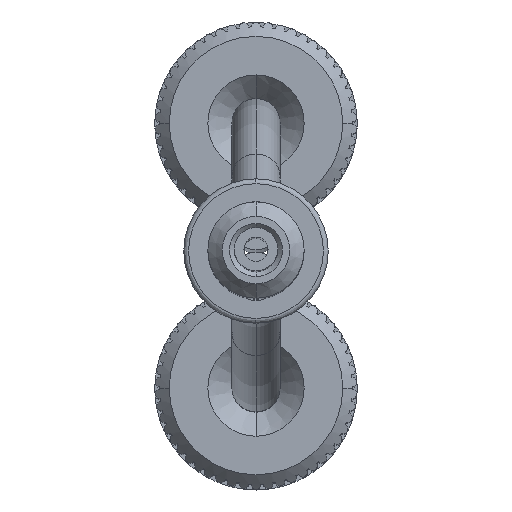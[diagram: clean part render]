
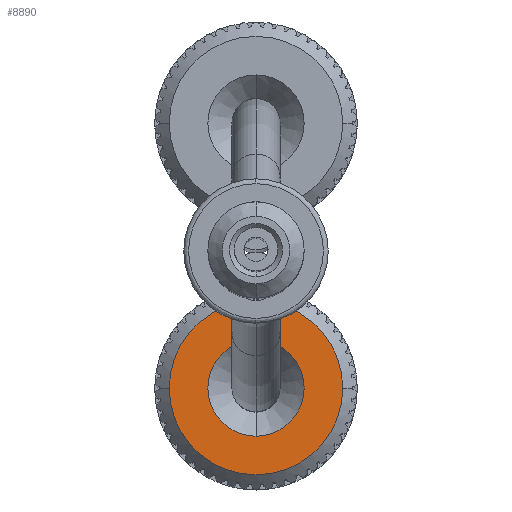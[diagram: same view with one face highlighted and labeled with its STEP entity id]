
A CAD part, top view. The second image highlights one B-rep face of the part: STEP entity #8890.
In plain terms, the highlighted face is planar.
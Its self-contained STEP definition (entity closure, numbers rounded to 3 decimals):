
#2779=CARTESIAN_POINT('',(0.,0.,0.));
#2780=DIRECTION('',(1.,0.,0.));
#2781=DIRECTION('',(0.,0.,1.));
#2782=AXIS2_PLACEMENT_3D('',#2779,#2780,#2781);
#2784=CARTESIAN_POINT('',(0.,0.,0.));
#2785=DIRECTION('',(1.,0.,0.));
#2786=DIRECTION('',(0.,0.,-1.));
#2787=AXIS2_PLACEMENT_3D('',#2784,#2785,#2786);
#2789=CARTESIAN_POINT('',(0.,0.,0.));
#2790=DIRECTION('',(1.,0.,0.));
#2791=DIRECTION('',(0.,-1.,0.));
#2792=AXIS2_PLACEMENT_3D('',#2789,#2790,#2791);
#2794=CARTESIAN_POINT('',(0.,0.,0.));
#2795=DIRECTION('',(1.,0.,0.));
#2796=DIRECTION('',(0.,1.,0.));
#2797=AXIS2_PLACEMENT_3D('',#2794,#2795,#2796);
#6298=CARTESIAN_POINT('',(0.,0.,1.8));
#6299=CARTESIAN_POINT('',(0.,0.,-1.8));
#6300=VERTEX_POINT('',#6298);
#6301=VERTEX_POINT('',#6299);
#6560=CARTESIAN_POINT('',(0.,-1.,0.));
#6561=CARTESIAN_POINT('',(0.,1.,0.));
#6562=VERTEX_POINT('',#6560);
#6563=VERTEX_POINT('',#6561);
#8874=CARTESIAN_POINT('',(0.,0.,0.));
#8875=DIRECTION('',(1.,0.,0.));
#8876=DIRECTION('',(0.,-1.,0.));
#8877=AXIS2_PLACEMENT_3D('',#8874,#8875,#8876);
#8878=PLANE('',#8877);
#8880=ORIENTED_EDGE('',*,*,#8879,.T.);
#8882=ORIENTED_EDGE('',*,*,#8881,.T.);
#8883=EDGE_LOOP('',(#8880,#8882));
#8884=FACE_OUTER_BOUND('',#8883,.F.);
#8886=ORIENTED_EDGE('',*,*,#8885,.F.);
#8887=ORIENTED_EDGE('',*,*,#8864,.F.);
#8888=EDGE_LOOP('',(#8886,#8887));
#8889=FACE_BOUND('',#8888,.F.);
#2783=CIRCLE('',#2782,1.8);
#2788=CIRCLE('',#2787,1.8);
#2793=CIRCLE('',#2792,1.);
#2798=CIRCLE('',#2797,1.);
#8864=EDGE_CURVE('',#6563,#6562,#2798,.T.);
#8879=EDGE_CURVE('',#6300,#6301,#2783,.T.);
#8881=EDGE_CURVE('',#6301,#6300,#2788,.T.);
#8885=EDGE_CURVE('',#6562,#6563,#2793,.T.);
#8890=ADVANCED_FACE('',(#8884,#8889),#8878,.F.);
